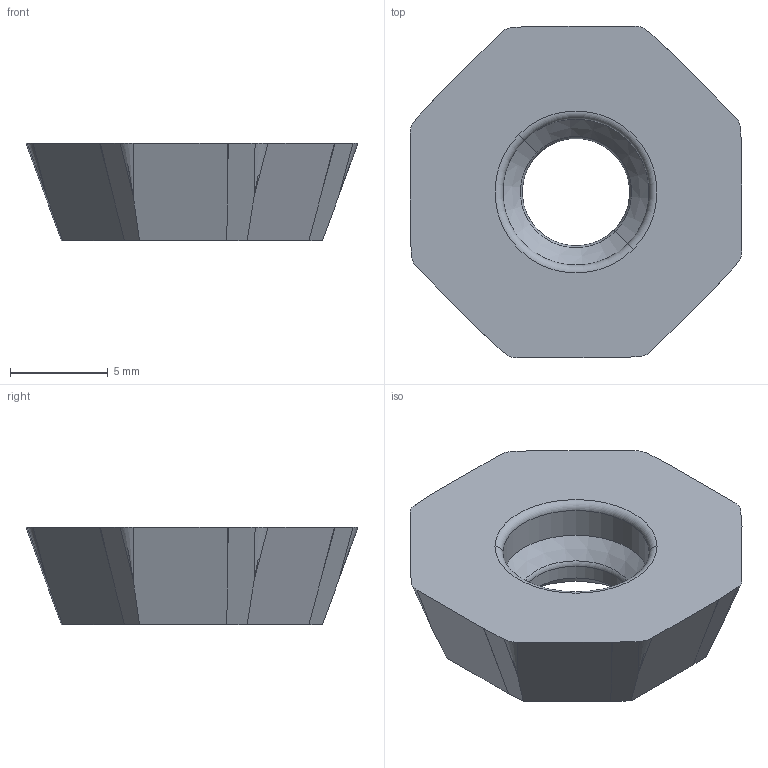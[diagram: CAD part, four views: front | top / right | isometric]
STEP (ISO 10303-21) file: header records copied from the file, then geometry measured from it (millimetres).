
FILE_DESCRIPTION((''),'2;1');
FILE_NAME('OEMX1705ETR1','2015-12-10T',('tlyi02'),('PTC Japan'),'PRO/ENGINEER BY PARAMETRIC TECHNOLOGY CORPORATION, 2014310','PRO/ENGINEER BY PARAMETRIC TECHNOLOGY CORPORATION, 2014310','');
FILE_SCHEMA(('AUTOMOTIVE_DESIGN { 1 0 10303 214 1 1 1 1 }'));
Length unit declared in the file: millimetre
Products named in the file (1): OEMX1705ETR1
Bounding box: 17 x 17 x 5 mm (x, y, z)
Volume: 767.5 mm3; surface area: 684.9 mm2
Topology: 1 solids, 1 shells, 49 faces, 144 edges, 82 vertices
Faces by surface type: cone 20, plane 19, torus 6, cylinder 4
Entity records: 1986 total; most frequent: DIRECTION 270, CARTESIAN_POINT 263, ORIENTED_EDGE 256, PRESENTATION_STYLE_ASSIGNMENT 130, STYLED_ITEM 130, CURVE_STYLE 129, EDGE_CURVE 128, AXIS2_PLACEMENT_3D 91
